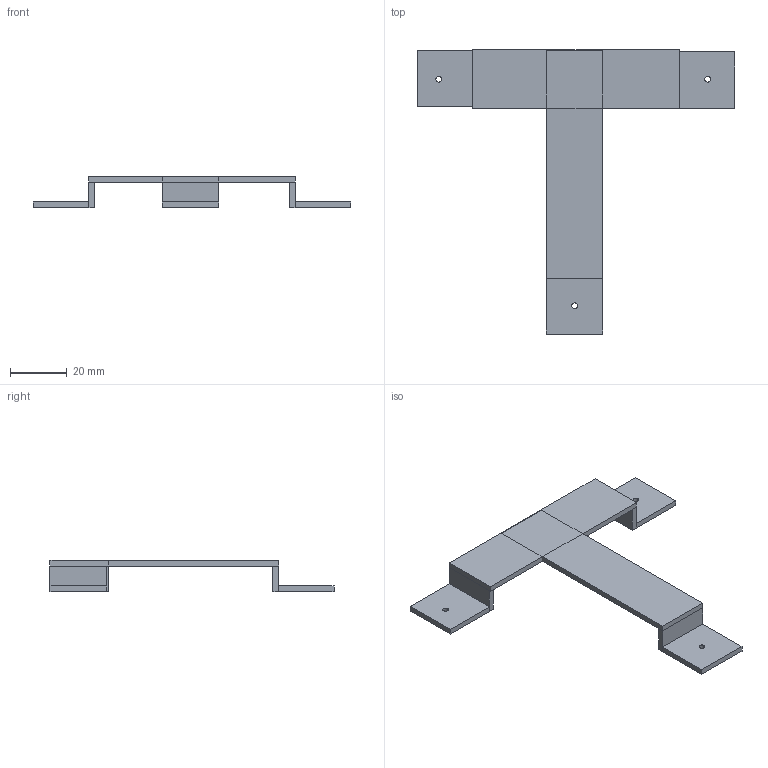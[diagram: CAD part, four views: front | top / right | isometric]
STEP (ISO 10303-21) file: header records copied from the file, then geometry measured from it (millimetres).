
FILE_DESCRIPTION(/* description */ (''),/* implementation_level */ '2;1');
FILE_NAME(/* name */ 'support-battery',/* time_stamp */ '2024-12-18T23:16:30Z',/* author */ (''),/* organization */ (''),/* preprocessor_version */ 'ST-DEVELOPER v19.2',/* originating_system */ 'Rhino 8.14',/* authorisation */ '');
FILE_SCHEMA (('AP242_MANAGED_MODEL_BASED_3D_ENGINEERING_MIM_LF { 1 0 10303 442 3 1 4 }'));
Length unit declared in the file: millimetre
Products named in the file (1): Document
Bounding box: 112.05 x 100.32 x 11 mm (x, y, z)
Volume: 9637.5 mm3; surface area: 11274 mm2
Topology: 8 solids, 8 shells, 54 faces, 114 edges, 76 vertices
Faces by surface type: plane 48, cylinder 6
Entity records: 1334 total; most frequent: CARTESIAN_POINT 372, ORIENTED_EDGE 228, EDGE_CURVE 114, B_SPLINE_CURVE_WITH_KNOTS 102, DIRECTION 82, VERTEX_POINT 76, AXIS2_PLACEMENT_3D 68, EDGE_LOOP 60
